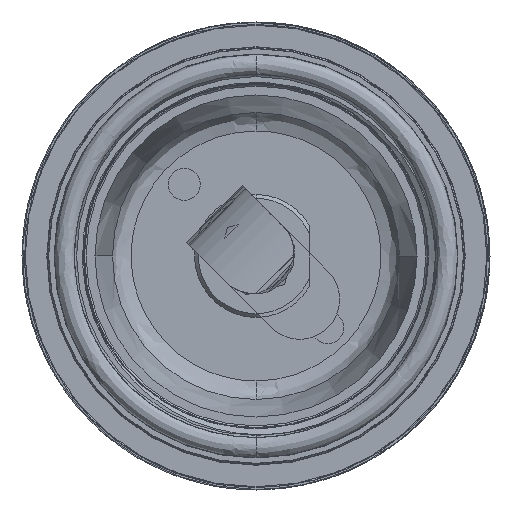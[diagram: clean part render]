
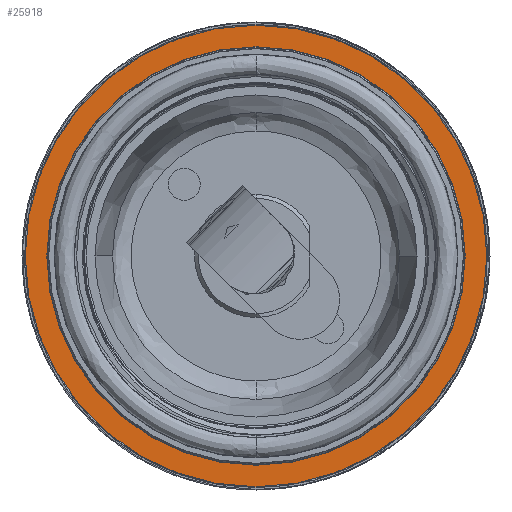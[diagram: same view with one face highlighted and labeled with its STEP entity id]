
A CAD part, front view. The second image highlights one B-rep face of the part: STEP entity #25918.
In plain terms, the highlighted planar face has unit normal (0, -1, 0).
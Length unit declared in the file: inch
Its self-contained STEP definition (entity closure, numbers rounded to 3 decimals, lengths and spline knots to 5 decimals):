
#5643 = CIRCLE ( 'NONE', #44147, 0.71654 ) ;
#6658 = DIRECTION ( 'NONE',  ( 0., 0., -1. ) ) ;
#11348 = ORIENTED_EDGE ( 'NONE', *, *, #51453, .T. ) ;
#11683 = DIRECTION ( 'NONE',  ( 0., -1., 0. ) ) ;
#12265 = CIRCLE ( 'NONE', #68638, 0.71654 ) ;
#13503 = CARTESIAN_POINT ( 'NONE',  ( 0., 0., 0. ) ) ;
#14707 = DIRECTION ( 'NONE',  ( 0., 0., -1. ) ) ;
#14733 = ORIENTED_EDGE ( 'NONE', *, *, #40314, .T. ) ;
#15006 = ORIENTED_EDGE ( 'NONE', *, *, #34655, .T. ) ;
#16198 = AXIS2_PLACEMENT_3D ( 'NONE', #70250, #70642, #16811 ) ;
#16811 = DIRECTION ( 'NONE',  ( 0., 0., -1. ) ) ;
#17501 = AXIS2_PLACEMENT_3D ( 'NONE', #61891, #51065, #18968 ) ;
#18968 = DIRECTION ( 'NONE',  ( 0., 0., -1. ) ) ;
#24705 = DIRECTION ( 'NONE',  ( 0., -1., 0. ) ) ;
#25918 = ADVANCED_FACE ( 'NONE', ( #28531, #77183 ), #46633, .T. ) ;
#27084 = CARTESIAN_POINT ( 'NONE',  ( 0., 0., 0. ) ) ;
#28060 = CARTESIAN_POINT ( 'NONE',  ( 0., 0., -0.71654 ) ) ;
#28531 = FACE_BOUND ( 'NONE', #58901, .T. ) ;
#33313 = VERTEX_POINT ( 'NONE', #43846 ) ;
#34655 = EDGE_CURVE ( 'NONE', #61830, #33313, #37965, .T. ) ;
#35382 = DIRECTION ( 'NONE',  ( 0., 0., -1. ) ) ;
#35762 = CARTESIAN_POINT ( 'NONE',  ( 0.71654, 0., 0. ) ) ;
#37965 = CIRCLE ( 'NONE', #16198, 0.64843 ) ;
#40314 = EDGE_CURVE ( 'NONE', #33313, #61830, #41854, .T. ) ;
#41854 = CIRCLE ( 'NONE', #17501, 0.64843 ) ;
#43846 = CARTESIAN_POINT ( 'NONE',  ( 0., 0., 0.64843 ) ) ;
#44147 = AXIS2_PLACEMENT_3D ( 'NONE', #27084, #50452, #14707 ) ;
#46062 = AXIS2_PLACEMENT_3D ( 'NONE', #35762, #11683, #35382 ) ;
#46633 = PLANE ( 'NONE',  #46062 ) ;
#49724 = CARTESIAN_POINT ( 'NONE',  ( 0., 0., 0.71654 ) ) ;
#50452 = DIRECTION ( 'NONE',  ( 0., -1., 0. ) ) ;
#51065 = DIRECTION ( 'NONE',  ( 0., 1., 0. ) ) ;
#51136 = VERTEX_POINT ( 'NONE', #49724 ) ;
#51453 = EDGE_CURVE ( 'NONE', #51136, #52981, #12265, .T. ) ;
#51869 = EDGE_LOOP ( 'NONE', ( #52903, #11348 ) ) ;
#52903 = ORIENTED_EDGE ( 'NONE', *, *, #70205, .T. ) ;
#52981 = VERTEX_POINT ( 'NONE', #28060 ) ;
#58623 = CARTESIAN_POINT ( 'NONE',  ( 0., 0., -0.64843 ) ) ;
#58901 = EDGE_LOOP ( 'NONE', ( #15006, #14733 ) ) ;
#61830 = VERTEX_POINT ( 'NONE', #58623 ) ;
#61891 = CARTESIAN_POINT ( 'NONE',  ( 0., 0., 0. ) ) ;
#68638 = AXIS2_PLACEMENT_3D ( 'NONE', #13503, #24705, #6658 ) ;
#70205 = EDGE_CURVE ( 'NONE', #52981, #51136, #5643, .T. ) ;
#70250 = CARTESIAN_POINT ( 'NONE',  ( 0., 0., 0. ) ) ;
#70642 = DIRECTION ( 'NONE',  ( 0., 1., 0. ) ) ;
#77183 = FACE_OUTER_BOUND ( 'NONE', #51869, .T. ) ;
